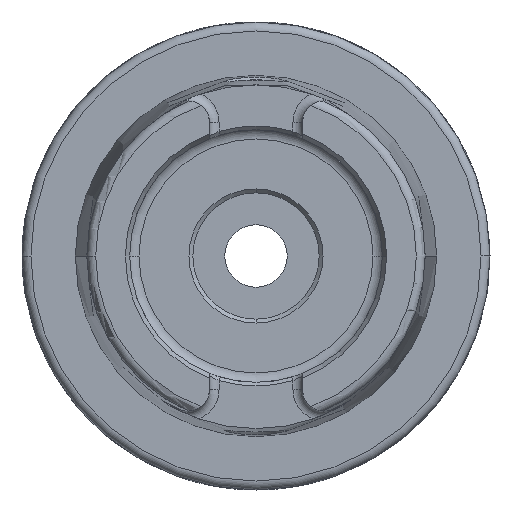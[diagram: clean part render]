
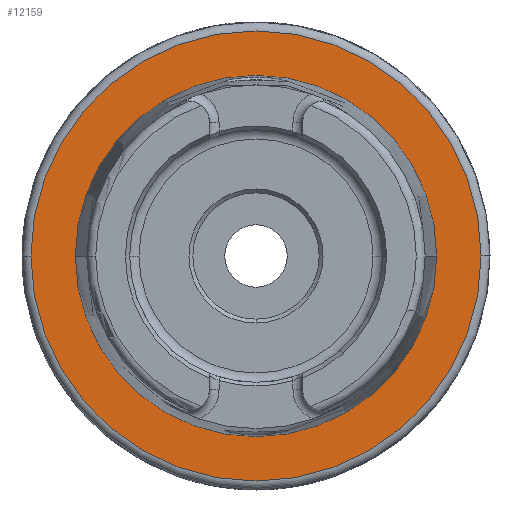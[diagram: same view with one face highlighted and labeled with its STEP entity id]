
A CAD part, left-side view. The second image highlights one B-rep face of the part: STEP entity #12159.
In plain terms, the highlighted planar face has unit normal (-1, 0, 0).
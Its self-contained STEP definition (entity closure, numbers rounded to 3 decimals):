
#711 = CARTESIAN_POINT ( 'NONE',  ( 0., 0., 0. ) ) ;
#1505 = CIRCLE ( 'NONE', #1917, 24.321 ) ;
#1917 = AXIS2_PLACEMENT_3D ( 'NONE', #711, #7667, #4694 ) ;
#2584 = FACE_OUTER_BOUND ( 'NONE', #4626, .T. ) ;
#2641 = ORIENTED_EDGE ( 'NONE', *, *, #11072, .T. ) ;
#3085 = EDGE_LOOP ( 'NONE', ( #7218, #2641 ) ) ;
#3118 = EDGE_CURVE ( 'NONE', #9006, #12098, #5409, .T. ) ;
#3165 = CARTESIAN_POINT ( 'NONE',  ( 0., 0., 0. ) ) ;
#3300 = DIRECTION ( 'NONE',  ( 1., 0., 0. ) ) ;
#4236 = CARTESIAN_POINT ( 'NONE',  ( 0., 0., 0. ) ) ;
#4626 = EDGE_LOOP ( 'NONE', ( #6313, #12515 ) ) ;
#4694 = DIRECTION ( 'NONE',  ( 0., 1., 0. ) ) ;
#4770 = AXIS2_PLACEMENT_3D ( 'NONE', #3165, #3300, #7279 ) ;
#5409 = CIRCLE ( 'NONE', #12773, 30.3 ) ;
#5578 = DIRECTION ( 'NONE',  ( 0., -1., 0. ) ) ;
#5804 = CARTESIAN_POINT ( 'NONE',  ( 0., 0., 0. ) ) ;
#6313 = ORIENTED_EDGE ( 'NONE', *, *, #6792, .F. ) ;
#6557 = PLANE ( 'NONE',  #11469 ) ;
#6792 = EDGE_CURVE ( 'NONE', #12098, #9006, #12599, .T. ) ;
#6878 = VERTEX_POINT ( 'NONE', #9091 ) ;
#7218 = ORIENTED_EDGE ( 'NONE', *, *, #12066, .T. ) ;
#7269 = VERTEX_POINT ( 'NONE', #8824 ) ;
#7279 = DIRECTION ( 'NONE',  ( 0., 1., 0. ) ) ;
#7655 = DIRECTION ( 'NONE',  ( -1., 0., 0. ) ) ;
#7667 = DIRECTION ( 'NONE',  ( 1., 0., 0. ) ) ;
#7742 = CARTESIAN_POINT ( 'NONE',  ( 0., -30.3, 0. ) ) ;
#7883 = CIRCLE ( 'NONE', #4770, 24.321 ) ;
#8824 = CARTESIAN_POINT ( 'NONE',  ( 0., -24.321, 0. ) ) ;
#9006 = VERTEX_POINT ( 'NONE', #7742 ) ;
#9091 = CARTESIAN_POINT ( 'NONE',  ( 0., 24.321, 0. ) ) ;
#10284 = AXIS2_PLACEMENT_3D ( 'NONE', #5804, #12730, #11723 ) ;
#10584 = CARTESIAN_POINT ( 'NONE',  ( 0., 24.321, 0. ) ) ;
#10646 = FACE_BOUND ( 'NONE', #3085, .T. ) ;
#10936 = DIRECTION ( 'NONE',  ( 0., 1., 0. ) ) ;
#11072 = EDGE_CURVE ( 'NONE', #7269, #6878, #1505, .T. ) ;
#11370 = CARTESIAN_POINT ( 'NONE',  ( 0., 30.3, 0. ) ) ;
#11469 = AXIS2_PLACEMENT_3D ( 'NONE', #10584, #7655, #5578 ) ;
#11723 = DIRECTION ( 'NONE',  ( 0., 1., 0. ) ) ;
#11905 = DIRECTION ( 'NONE',  ( 1., 0., 0. ) ) ;
#12066 = EDGE_CURVE ( 'NONE', #6878, #7269, #7883, .T. ) ;
#12098 = VERTEX_POINT ( 'NONE', #11370 ) ;
#12159 = ADVANCED_FACE ( 'NONE', ( #10646, #2584 ), #6557, .T. ) ;
#12515 = ORIENTED_EDGE ( 'NONE', *, *, #3118, .F. ) ;
#12599 = CIRCLE ( 'NONE', #10284, 30.3 ) ;
#12730 = DIRECTION ( 'NONE',  ( 1., 0., 0. ) ) ;
#12773 = AXIS2_PLACEMENT_3D ( 'NONE', #4236, #11905, #10936 ) ;
